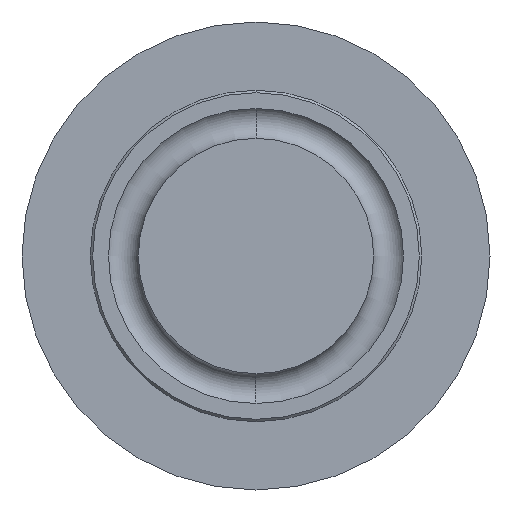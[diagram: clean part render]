
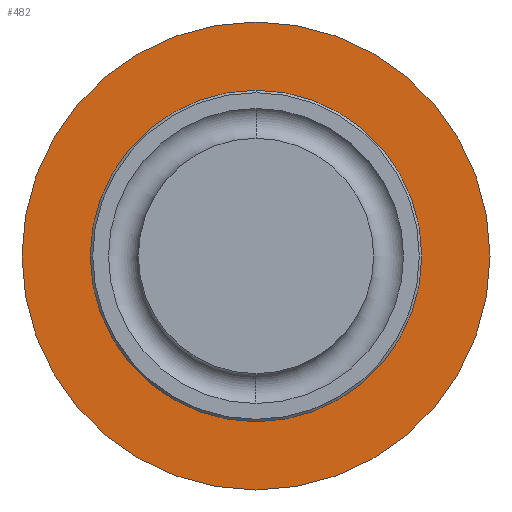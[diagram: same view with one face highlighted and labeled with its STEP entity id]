
A CAD part, left-side view. The second image highlights one B-rep face of the part: STEP entity #482.
In plain terms, the highlighted planar face has unit normal (-1, 0, 0).
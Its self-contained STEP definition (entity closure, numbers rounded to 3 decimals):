
#1 = CIRCLE ( 'NONE', #91, 24. ) ;
#6 = CARTESIAN_POINT ( 'NONE',  ( -10.43, 0., 0. ) ) ;
#16 = VERTEX_POINT ( 'NONE', #160 ) ;
#24 = FACE_OUTER_BOUND ( 'NONE', #389, .T. ) ;
#26 = ORIENTED_EDGE ( 'NONE', *, *, #423, .T. ) ;
#38 = DIRECTION ( 'NONE',  ( -1., 0., 0. ) ) ;
#63 = DIRECTION ( 'NONE',  ( 0., 0., 1. ) ) ;
#69 = AXIS2_PLACEMENT_3D ( 'NONE', #270, #529, #435 ) ;
#91 = AXIS2_PLACEMENT_3D ( 'NONE', #6, #128, #426 ) ;
#93 = FACE_BOUND ( 'NONE', #352, .T. ) ;
#96 = DIRECTION ( 'NONE',  ( -1., 0., 0. ) ) ;
#111 = DIRECTION ( 'NONE',  ( 0., 0., 1. ) ) ;
#128 = DIRECTION ( 'NONE',  ( -1., 0., 0. ) ) ;
#160 = CARTESIAN_POINT ( 'NONE',  ( -10.43, 0., 17. ) ) ;
#170 = CARTESIAN_POINT ( 'NONE',  ( -10.43, 0., -24. ) ) ;
#178 = CIRCLE ( 'NONE', #370, 17. ) ;
#204 = AXIS2_PLACEMENT_3D ( 'NONE', #275, #272, #63 ) ;
#234 = EDGE_CURVE ( 'NONE', #335, #484, #1, .T. ) ;
#270 = CARTESIAN_POINT ( 'NONE',  ( -10.43, 24., 0. ) ) ;
#272 = DIRECTION ( 'NONE',  ( -1., 0., 0. ) ) ;
#275 = CARTESIAN_POINT ( 'NONE',  ( -10.43, 0., 0. ) ) ;
#280 = AXIS2_PLACEMENT_3D ( 'NONE', #303, #96, #357 ) ;
#303 = CARTESIAN_POINT ( 'NONE',  ( -10.43, 0., 0. ) ) ;
#313 = ORIENTED_EDGE ( 'NONE', *, *, #234, .T. ) ;
#335 = VERTEX_POINT ( 'NONE', #170 ) ;
#343 = CARTESIAN_POINT ( 'NONE',  ( -10.43, 0., -17. ) ) ;
#352 = EDGE_LOOP ( 'NONE', ( #424, #432 ) ) ;
#357 = DIRECTION ( 'NONE',  ( 0., 0., 1. ) ) ;
#370 = AXIS2_PLACEMENT_3D ( 'NONE', #403, #38, #111 ) ;
#377 = CIRCLE ( 'NONE', #280, 17. ) ;
#389 = EDGE_LOOP ( 'NONE', ( #26, #313 ) ) ;
#395 = CARTESIAN_POINT ( 'NONE',  ( -10.43, 0., 24. ) ) ;
#396 = VERTEX_POINT ( 'NONE', #343 ) ;
#403 = CARTESIAN_POINT ( 'NONE',  ( -10.43, 0., 0. ) ) ;
#423 = EDGE_CURVE ( 'NONE', #484, #335, #445, .T. ) ;
#424 = ORIENTED_EDGE ( 'NONE', *, *, #497, .F. ) ;
#426 = DIRECTION ( 'NONE',  ( 0., 0., 1. ) ) ;
#432 = ORIENTED_EDGE ( 'NONE', *, *, #458, .F. ) ;
#435 = DIRECTION ( 'NONE',  ( 0., 0., -1. ) ) ;
#445 = CIRCLE ( 'NONE', #204, 24. ) ;
#458 = EDGE_CURVE ( 'NONE', #396, #16, #377, .T. ) ;
#476 = PLANE ( 'NONE',  #69 ) ;
#482 = ADVANCED_FACE ( 'NONE', ( #93, #24 ), #476, .F. ) ;
#484 = VERTEX_POINT ( 'NONE', #395 ) ;
#497 = EDGE_CURVE ( 'NONE', #16, #396, #178, .T. ) ;
#529 = DIRECTION ( 'NONE',  ( 1., 0., 0. ) ) ;
